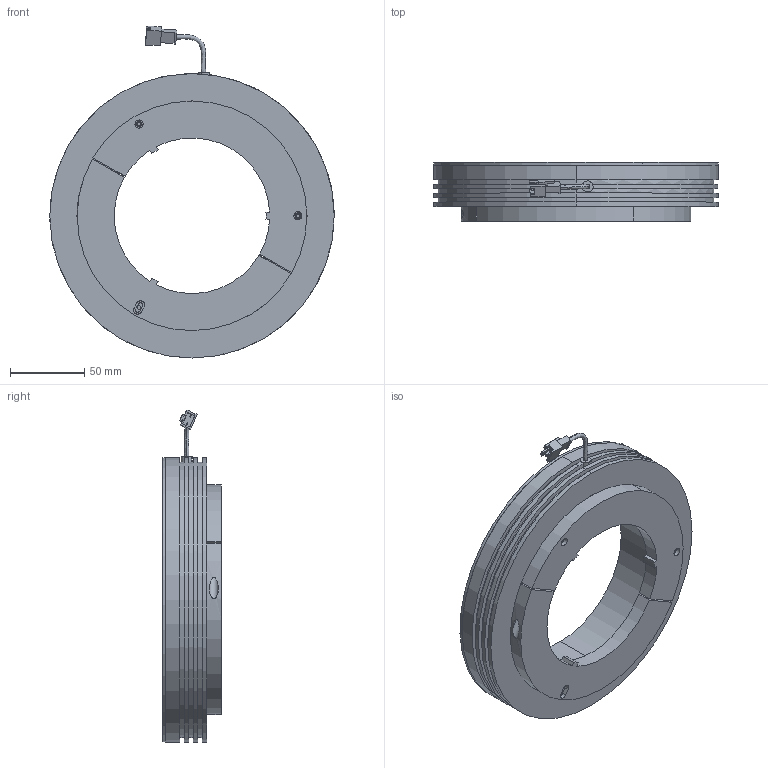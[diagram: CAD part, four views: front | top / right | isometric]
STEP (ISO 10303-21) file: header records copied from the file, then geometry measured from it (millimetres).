
FILE_DESCRIPTION (( 'STEP AP214' ), '1' );
FILE_NAME ('LTRN64.STEP', '2013-04-05T13:47:43', ( 'Work' ), ( '' ), 'SwSTEP 2.0', 'SolidWorks 2012', '' );
FILE_SCHEMA (( 'AUTOMOTIVE_DESIGN' ));
Length unit declared in the file: millimetre
Products named in the file (1): LTRN64
Bounding box: 192 x 39.6 x 224.11 mm (x, y, z)
Surface area: 131860 mm2 (no closed solid volume)
Topology: 0 solids, 7 shells, 150 faces, 437 edges, 303 vertices
Faces by surface type: plane 89, cylinder 59, bspline 2
Entity records: 7129 total; most frequent: CARTESIAN_POINT 1385, DIRECTION 859, ORIENTED_EDGE 787, EDGE_CURVE 437, VERTEX_POINT 303, AXIS2_PLACEMENT_3D 289, LINE 281, VECTOR 281
